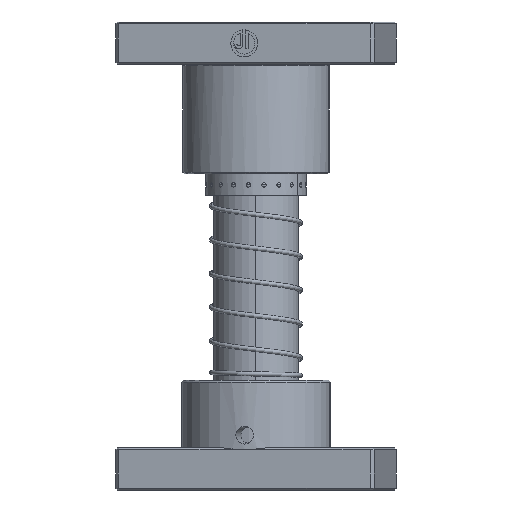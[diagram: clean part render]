
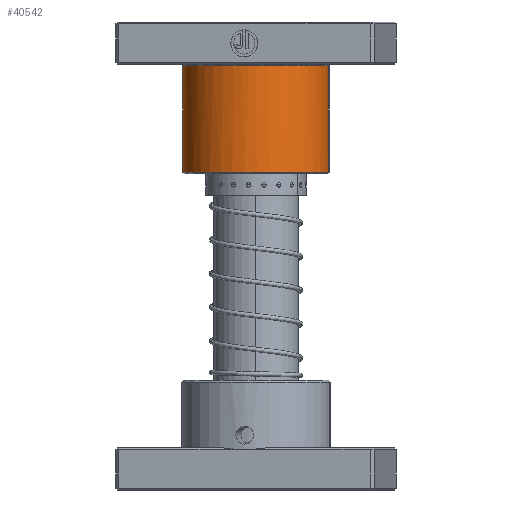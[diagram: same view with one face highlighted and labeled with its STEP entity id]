
A CAD part, left-side view. The second image highlights one B-rep face of the part: STEP entity #40542.
In plain terms, the highlighted cylindrical face has radius 43.5 mm (diameter 87 mm), a partial arc.
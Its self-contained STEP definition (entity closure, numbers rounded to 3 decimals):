
#910 = CARTESIAN_POINT ( 'NONE',  ( 43.5, 0., 90. ) ) ;
#2177 = CARTESIAN_POINT ( 'NONE',  ( 4.343, 43.296, 25.961 ) ) ;
#5131 = CIRCLE ( 'NONE', #12881, 43.5 ) ;
#6537 = VERTEX_POINT ( 'NONE', #36950 ) ;
#7180 = DIRECTION ( 'NONE',  ( 0., 0., -1. ) ) ;
#7182 = VECTOR ( 'NONE', #12990, 1000. ) ;
#7374 = CARTESIAN_POINT ( 'NONE',  ( 1.096, 43.5, 25.866 ) ) ;
#7466 = VERTEX_POINT ( 'NONE', #19258 ) ;
#8608 = ORIENTED_EDGE ( 'NONE', *, *, #23559, .T. ) ;
#9654 = EDGE_CURVE ( 'NONE', #35374, #28155, #18239, .T. ) ;
#10203 = EDGE_CURVE ( 'NONE', #6537, #16782, #52883, .T. ) ;
#10231 = CARTESIAN_POINT ( 'NONE',  ( 0., 0., 89. ) ) ;
#12570 = CARTESIAN_POINT ( 'NONE',  ( -2.161, 43.46, 25.893 ) ) ;
#12881 = AXIS2_PLACEMENT_3D ( 'NONE', #56656, #25744, #61836 ) ;
#12990 = DIRECTION ( 'NONE',  ( 0., 0., -1. ) ) ;
#15113 = ORIENTED_EDGE ( 'NONE', *, *, #10203, .T. ) ;
#15416 = DIRECTION ( 'NONE',  ( 1., 0., 0. ) ) ;
#16782 = VERTEX_POINT ( 'NONE', #45966 ) ;
#17052 = CARTESIAN_POINT ( 'NONE',  ( 5.424, 43.174, 26. ) ) ;
#17725 = CARTESIAN_POINT ( 'NONE',  ( -5.423, 43.174, 26. ) ) ;
#18239 = LINE ( 'NONE', #910, #31875 ) ;
#19258 = CARTESIAN_POINT ( 'NONE',  ( -43.5, 0., 26. ) ) ;
#19702 = CYLINDRICAL_SURFACE ( 'NONE', #50087, 43.5 ) ;
#20612 = DIRECTION ( 'NONE',  ( 0., 0., 1. ) ) ;
#20836 = LINE ( 'NONE', #43754, #7182 ) ;
#21258 = EDGE_CURVE ( 'NONE', #28155, #6537, #50848, .T. ) ;
#22037 = EDGE_LOOP ( 'NONE', ( #8608, #24083, #66642, #15113, #59885, #59175 ) ) ;
#22244 = CARTESIAN_POINT ( 'NONE',  ( 0., 0., 90. ) ) ;
#23559 = EDGE_CURVE ( 'NONE', #31051, #35374, #57749, .T. ) ;
#24083 = ORIENTED_EDGE ( 'NONE', *, *, #9654, .T. ) ;
#25224 = CARTESIAN_POINT ( 'NONE',  ( 43.5, 0., 26. ) ) ;
#25744 = DIRECTION ( 'NONE',  ( 0., 0., 1. ) ) ;
#27802 = EDGE_CURVE ( 'NONE', #16782, #7466, #5131, .T. ) ;
#27837 = CARTESIAN_POINT ( 'NONE',  ( 6.503, 43.011, 26. ) ) ;
#28155 = VERTEX_POINT ( 'NONE', #25224 ) ;
#31051 = VERTEX_POINT ( 'NONE', #63458 ) ;
#31206 = AXIS2_PLACEMENT_3D ( 'NONE', #51445, #20612, #56678 ) ;
#31875 = VECTOR ( 'NONE', #36895, 1000. ) ;
#34995 = FACE_OUTER_BOUND ( 'NONE', #22037, .T. ) ;
#35374 = VERTEX_POINT ( 'NONE', #53838 ) ;
#36895 = DIRECTION ( 'NONE',  ( 0., 0., -1. ) ) ;
#36950 = CARTESIAN_POINT ( 'NONE',  ( 6.503, 43.011, 26. ) ) ;
#38175 = CARTESIAN_POINT ( 'NONE',  ( 2.18, 43.459, 25.893 ) ) ;
#40542 = ADVANCED_FACE ( 'NONE', ( #34995 ), #19702, .T. ) ;
#43114 = DIRECTION ( 'NONE',  ( -1., 0., 0. ) ) ;
#43304 = CARTESIAN_POINT ( 'NONE',  ( -1.074, 43.5, 25.866 ) ) ;
#43754 = CARTESIAN_POINT ( 'NONE',  ( -43.5, 0., 90. ) ) ;
#44059 = AXIS2_PLACEMENT_3D ( 'NONE', #10231, #46192, #15416 ) ;
#45966 = CARTESIAN_POINT ( 'NONE',  ( -6.503, 43.011, 26. ) ) ;
#46192 = DIRECTION ( 'NONE',  ( 0., 0., -1. ) ) ;
#48514 = CARTESIAN_POINT ( 'NONE',  ( -4.338, 43.297, 25.961 ) ) ;
#50087 = AXIS2_PLACEMENT_3D ( 'NONE', #22244, #7180, #43114 ) ;
#50848 = CIRCLE ( 'NONE', #31206, 43.5 ) ;
#51445 = CARTESIAN_POINT ( 'NONE',  ( 0., 0., 26. ) ) ;
#52883 = B_SPLINE_CURVE_WITH_KNOTS ( 'NONE', 3,
 ( #27837, #17052, #2177, #38175, #7374, #43304, #12570, #48514, #17725, #53742 ),
 .UNSPECIFIED., .F., .F.,
 ( 4, 2, 2, 2, 4 ),
 ( 0., 0.003, 0.007, 0.01, 0.013 ),
 .UNSPECIFIED. ) ;
#53742 = CARTESIAN_POINT ( 'NONE',  ( -6.503, 43.011, 26. ) ) ;
#53838 = CARTESIAN_POINT ( 'NONE',  ( 43.5, 0., 89. ) ) ;
#56192 = EDGE_CURVE ( 'NONE', #31051, #7466, #20836, .T. ) ;
#56656 = CARTESIAN_POINT ( 'NONE',  ( 0., 0., 26. ) ) ;
#56678 = DIRECTION ( 'NONE',  ( 1., 0., 0. ) ) ;
#57749 = CIRCLE ( 'NONE', #44059, 43.5 ) ;
#59175 = ORIENTED_EDGE ( 'NONE', *, *, #56192, .F. ) ;
#59885 = ORIENTED_EDGE ( 'NONE', *, *, #27802, .T. ) ;
#61836 = DIRECTION ( 'NONE',  ( 1., 0., 0. ) ) ;
#63458 = CARTESIAN_POINT ( 'NONE',  ( -43.5, 0., 89. ) ) ;
#66642 = ORIENTED_EDGE ( 'NONE', *, *, #21258, .T. ) ;
